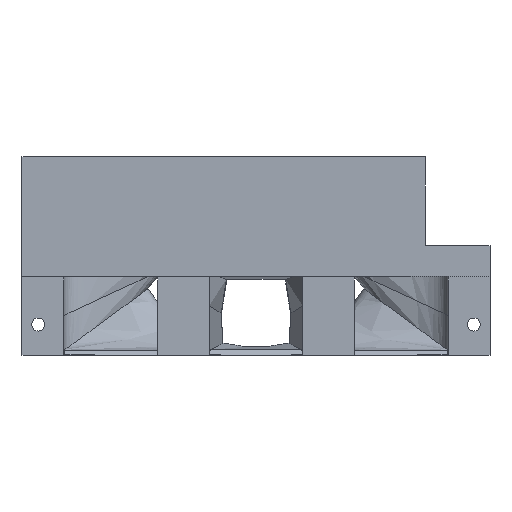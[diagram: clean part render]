
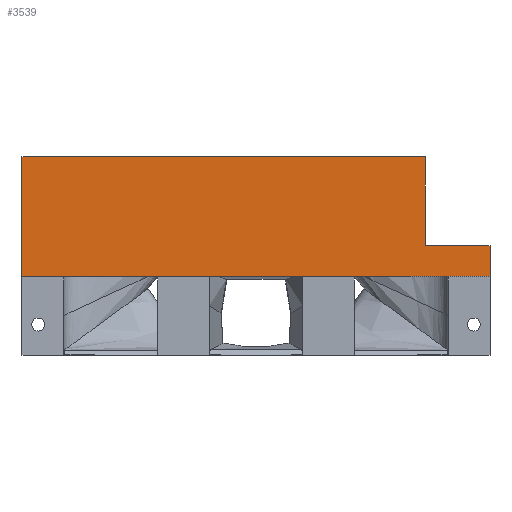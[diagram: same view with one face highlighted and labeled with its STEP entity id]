
A CAD part, front view. The second image highlights one B-rep face of the part: STEP entity #3539.
In plain terms, the highlighted planar face has unit normal (0, -1, 0).
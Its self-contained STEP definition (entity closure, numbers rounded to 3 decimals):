
#156 = VERTEX_POINT ( 'NONE', #6728 ) ;
#212 = CARTESIAN_POINT ( 'NONE',  ( -72.5, -178.351, 47. ) ) ;
#412 = PLANE ( 'NONE',  #7748 ) ;
#448 = LINE ( 'NONE', #8234, #2348 ) ;
#648 = CARTESIAN_POINT ( 'NONE',  ( -72.5, -178.351, 10. ) ) ;
#767 = VERTEX_POINT ( 'NONE', #3638 ) ;
#851 = CARTESIAN_POINT ( 'NONE',  ( 72.5, -178.351, 19.5 ) ) ;
#914 = EDGE_CURVE ( 'NONE', #4878, #767, #5319, .T. ) ;
#1102 = FACE_OUTER_BOUND ( 'NONE', #5691, .T. ) ;
#1297 = DIRECTION ( 'NONE',  ( 0., 0., 1. ) ) ;
#1361 = LINE ( 'NONE', #6776, #4441 ) ;
#1709 = DIRECTION ( 'NONE',  ( 0., 0., -1. ) ) ;
#1862 = VECTOR ( 'NONE', #1297, 1000. ) ;
#1980 = CARTESIAN_POINT ( 'NONE',  ( 52.5, -178.351, 47. ) ) ;
#2204 = EDGE_CURVE ( 'NONE', #7427, #156, #3187, .T. ) ;
#2299 = DIRECTION ( 'NONE',  ( 0., 0., -1. ) ) ;
#2348 = VECTOR ( 'NONE', #2299, 1000. ) ;
#2715 = LINE ( 'NONE', #7829, #1862 ) ;
#3103 = ORIENTED_EDGE ( 'NONE', *, *, #3824, .T. ) ;
#3115 = CARTESIAN_POINT ( 'NONE',  ( 52.5, -178.351, 19.5 ) ) ;
#3187 = LINE ( 'NONE', #648, #3244 ) ;
#3244 = VECTOR ( 'NONE', #5884, 1000. ) ;
#3539 = ADVANCED_FACE ( 'NONE', ( #1102 ), #412, .T. ) ;
#3590 = CARTESIAN_POINT ( 'NONE',  ( -72.5, -178.351, 19.5 ) ) ;
#3638 = CARTESIAN_POINT ( 'NONE',  ( 52.5, -178.351, 47. ) ) ;
#3743 = CARTESIAN_POINT ( 'NONE',  ( 0., -178.351, 0. ) ) ;
#3824 = EDGE_CURVE ( 'NONE', #4878, #7427, #448, .T. ) ;
#3930 = VECTOR ( 'NONE', #6408, 1000. ) ;
#3998 = DIRECTION ( 'NONE',  ( 0., 0., -1. ) ) ;
#4246 = ORIENTED_EDGE ( 'NONE', *, *, #7417, .T. ) ;
#4391 = EDGE_CURVE ( 'NONE', #767, #4663, #1361, .T. ) ;
#4441 = VECTOR ( 'NONE', #3998, 1000. ) ;
#4663 = VERTEX_POINT ( 'NONE', #3115 ) ;
#4878 = VERTEX_POINT ( 'NONE', #212 ) ;
#5002 = ORIENTED_EDGE ( 'NONE', *, *, #2204, .T. ) ;
#5072 = ORIENTED_EDGE ( 'NONE', *, *, #4391, .F. ) ;
#5131 = DIRECTION ( 'NONE',  ( 0., -1., 0. ) ) ;
#5319 = LINE ( 'NONE', #1980, #7092 ) ;
#5365 = VERTEX_POINT ( 'NONE', #851 ) ;
#5632 = CARTESIAN_POINT ( 'NONE',  ( -72.5, -178.351, 10. ) ) ;
#5691 = EDGE_LOOP ( 'NONE', ( #3103, #5002, #6315, #4246, #5072, #6072 ) ) ;
#5884 = DIRECTION ( 'NONE',  ( 1., 0., 0. ) ) ;
#6072 = ORIENTED_EDGE ( 'NONE', *, *, #914, .F. ) ;
#6315 = ORIENTED_EDGE ( 'NONE', *, *, #8233, .T. ) ;
#6408 = DIRECTION ( 'NONE',  ( -1., 0., 0. ) ) ;
#6728 = CARTESIAN_POINT ( 'NONE',  ( 72.5, -178.351, 10. ) ) ;
#6776 = CARTESIAN_POINT ( 'NONE',  ( 52.5, -178.351, 47. ) ) ;
#7092 = VECTOR ( 'NONE', #7952, 1000. ) ;
#7417 = EDGE_CURVE ( 'NONE', #5365, #4663, #7615, .T. ) ;
#7427 = VERTEX_POINT ( 'NONE', #5632 ) ;
#7615 = LINE ( 'NONE', #3590, #3930 ) ;
#7748 = AXIS2_PLACEMENT_3D ( 'NONE', #3743, #5131, #1709 ) ;
#7829 = CARTESIAN_POINT ( 'NONE',  ( 72.5, -178.351, 19.5 ) ) ;
#7952 = DIRECTION ( 'NONE',  ( 1., 0., 0. ) ) ;
#8233 = EDGE_CURVE ( 'NONE', #156, #5365, #2715, .T. ) ;
#8234 = CARTESIAN_POINT ( 'NONE',  ( -72.5, -178.351, 19.5 ) ) ;
